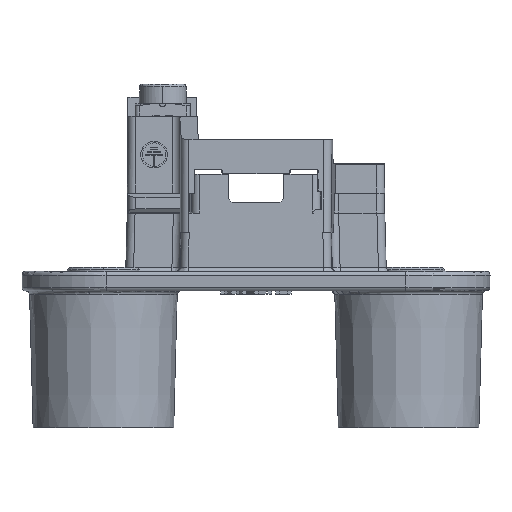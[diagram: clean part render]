
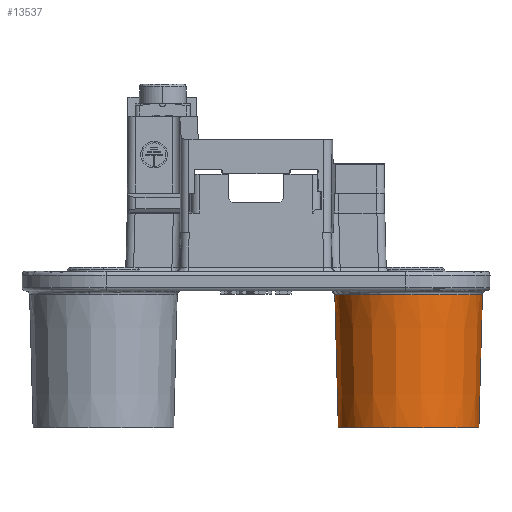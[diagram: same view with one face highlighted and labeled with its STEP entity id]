
A CAD part, front view. The second image highlights one B-rep face of the part: STEP entity #13537.
In plain terms, the highlighted conical face has half-angle 1.5 degrees and reference radius 9.207 mm.
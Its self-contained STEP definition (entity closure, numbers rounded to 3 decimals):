
#787=CARTESIAN_POINT('',(48.9,12.75,-2.987));
#788=DIRECTION('',(0.,0.,-1.));
#789=DIRECTION('',(0.997,-0.077,0.));
#790=AXIS2_PLACEMENT_3D('',#787,#788,#789);
#802=CARTESIAN_POINT('',(48.9,12.75,-2.987));
#803=DIRECTION('',(0.,0.,-1.));
#804=DIRECTION('',(1.,-0.025,0.));
#805=AXIS2_PLACEMENT_3D('',#802,#803,#804);
#825=DIRECTION('',(-0.026,0.,-1.));
#826=VECTOR('',#825,17.019);
#827=CARTESIAN_POINT('',(58.33,12.75,-2.987));
#828=LINE('',#827,#826);
#829=DIRECTION('',(-0.026,0.,1.));
#830=VECTOR('',#829,17.019);
#831=CARTESIAN_POINT('',(39.916,12.75,-20.));
#832=LINE('',#831,#830);
#833=CARTESIAN_POINT('',(48.9,12.75,-2.987));
#834=DIRECTION('',(0.,0.,-1.));
#835=DIRECTION('',(1.,0.,0.));
#836=AXIS2_PLACEMENT_3D('',#833,#834,#835);
#2602=CARTESIAN_POINT('',(48.9,12.75,-20.));
#2603=DIRECTION('',(0.,0.,1.));
#2604=DIRECTION('',(-1.,0.,0.));
#2605=AXIS2_PLACEMENT_3D('',#2602,#2603,#2604);
#10574=CARTESIAN_POINT('',(58.302,12.022,
-2.987));
#10575=VERTEX_POINT('',#10574);
#10576=CARTESIAN_POINT('',(39.47,12.75,
-2.987));
#10577=VERTEX_POINT('',#10576);
#10582=CARTESIAN_POINT('',(58.327,12.513,
-2.987));
#10583=VERTEX_POINT('',#10582);
#10585=CARTESIAN_POINT('',(58.33,12.75,-2.987));
#10586=VERTEX_POINT('',#10585);
#10587=CARTESIAN_POINT('',(57.884,12.75,-20.));
#10588=VERTEX_POINT('',#10587);
#10589=CARTESIAN_POINT('',(39.916,12.75,
-20.));
#10590=VERTEX_POINT('',#10589);
#13520=CARTESIAN_POINT('',(48.9,12.75,-11.493));
#13521=DIRECTION('',(0.,0.,1.));
#13522=DIRECTION('',(1.,0.,0.));
#13523=AXIS2_PLACEMENT_3D('',#13520,#13521,#13522);
#13524=CONICAL_SURFACE('',#13523,9.207,1.5);
#13525=ORIENTED_EDGE('',*,*,#13466,.F.);
#13526=ORIENTED_EDGE('',*,*,#13510,.F.);
#13528=ORIENTED_EDGE('',*,*,#13527,.F.);
#13530=ORIENTED_EDGE('',*,*,#13529,.T.);
#13532=ORIENTED_EDGE('',*,*,#13531,.F.);
#13534=ORIENTED_EDGE('',*,*,#13533,.T.);
#13535=EDGE_LOOP('',(#13525,#13526,#13528,#13530,#13532,#13534));
#13536=FACE_OUTER_BOUND('',#13535,.F.);
#13537=ADVANCED_FACE('',(#13536),#13524,.T.);
#791=CIRCLE('',#790,9.43);
#806=CIRCLE('',#805,9.43);
#837=CIRCLE('',#836,9.43);
#2606=CIRCLE('',#2605,8.984);
#13466=EDGE_CURVE('',#10575,#10577,#791,.T.);
#13510=EDGE_CURVE('',#10583,#10575,#806,.T.);
#13527=EDGE_CURVE('',#10586,#10583,#837,.T.);
#13529=EDGE_CURVE('',#10586,#10588,#828,.T.);
#13531=EDGE_CURVE('',#10590,#10588,#2606,.T.);
#13533=EDGE_CURVE('',#10590,#10577,#832,.T.);
